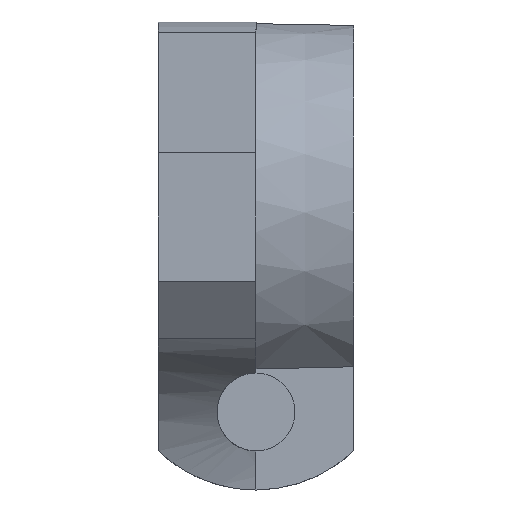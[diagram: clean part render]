
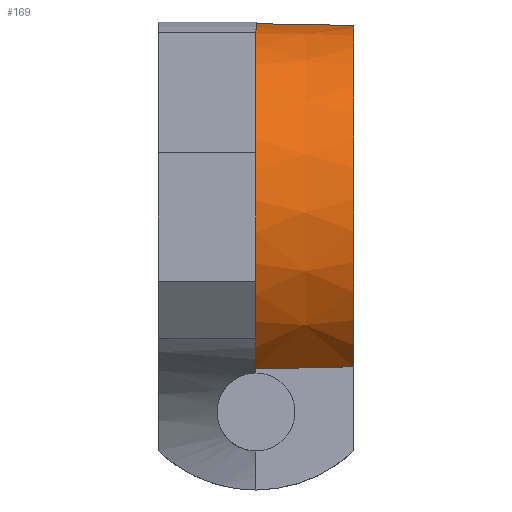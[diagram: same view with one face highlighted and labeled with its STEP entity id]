
A CAD part, left-side view. The second image highlights one B-rep face of the part: STEP entity #169.
In plain terms, the highlighted conical face has half-angle 1 degrees and reference radius 10 mm.
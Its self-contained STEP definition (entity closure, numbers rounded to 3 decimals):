
#50 = ORIENTED_EDGE ( 'NONE', *, *, #51, .T. ) ;
#51 = EDGE_CURVE ( 'NONE', #52, #53, #853, .T. ) ;
#52 = VERTEX_POINT ( 'NONE', #702 ) ;
#53 = VERTEX_POINT ( 'NONE', #701 ) ;
#54 = VERTEX_POINT ( 'NONE', #700 ) ;
#126 = ORIENTED_EDGE ( 'NONE', *, *, #127, .T. ) ;
#127 = EDGE_CURVE ( 'NONE', #54, #227, #768, .T. ) ;
#128 = ORIENTED_EDGE ( 'NONE', *, *, #129, .F. ) ;
#129 = EDGE_CURVE ( 'NONE', #52, #227, #762, .T. ) ;
#169 = ADVANCED_FACE ( 'NONE', ( #965 ), #964, .T. ) ;
#224 = EDGE_LOOP ( 'NONE', ( #50, #318, #126, #128 ) ) ;
#226 = EDGE_CURVE ( 'NONE', #53, #54, #1122, .T. ) ;
#227 = VERTEX_POINT ( 'NONE', #1179 ) ;
#318 = ORIENTED_EDGE ( 'NONE', *, *, #226, .T. ) ;
#700 = CARTESIAN_POINT ( 'NONE',  ( 0., -5., 9.913 ) ) ;
#701 = CARTESIAN_POINT ( 'NONE',  ( 0., -10., 9.825 ) ) ;
#702 = CARTESIAN_POINT ( 'NONE',  ( -6.127, -10., -7.681 ) ) ;
#756 = CARTESIAN_POINT ( 'NONE',  ( -6.127, -7.486, -7.737 ) ) ;
#757 = CARTESIAN_POINT ( 'NONE',  ( -6.127, -8.729, -7.709 ) ) ;
#758 = CARTESIAN_POINT ( 'NONE',  ( -6.127, -9.153, -7.7 ) ) ;
#759 = CARTESIAN_POINT ( 'NONE',  ( -6.127, -9.576, -7.69 ) ) ;
#760 = CARTESIAN_POINT ( 'NONE',  ( -6.127, -10., -7.681 ) ) ;
#762 = B_SPLINE_CURVE_WITH_KNOTS ( 'NONE', 3,
 ( #760, #759, #758, #757, #756, #874, #873 ),
 .UNSPECIFIED., .F., .F.,
 ( 4, 3, 4 ),
 ( 0.018, 0.019, 0.023 ),
 .UNSPECIFIED. ) ;
#764 = DIRECTION ( 'NONE',  ( 0., 0., 1. ) ) ;
#765 = DIRECTION ( 'NONE',  ( 0., -1., 0. ) ) ;
#766 = CARTESIAN_POINT ( 'NONE',  ( 0., -5., 0. ) ) ;
#767 = AXIS2_PLACEMENT_3D ( 'NONE', #766, #765, #764 ) ;
#768 = CIRCLE ( 'NONE', #767, 9.913 ) ;
#849 = DIRECTION ( 'NONE',  ( 0., 0., 1. ) ) ;
#850 = DIRECTION ( 'NONE',  ( 0., 1., 0. ) ) ;
#851 = CARTESIAN_POINT ( 'NONE',  ( 0., -10., 0. ) ) ;
#852 = AXIS2_PLACEMENT_3D ( 'NONE', #851, #850, #849 ) ;
#853 = CIRCLE ( 'NONE', #852, 9.825 ) ;
#873 = CARTESIAN_POINT ( 'NONE',  ( -6.127, -5., -7.792 ) ) ;
#874 = CARTESIAN_POINT ( 'NONE',  ( -6.127, -6.243, -7.764 ) ) ;
#959 = DIRECTION ( 'NONE',  ( 0., 0., 1. ) ) ;
#960 = DIRECTION ( 'NONE',  ( 0., 1., 0. ) ) ;
#961 = CARTESIAN_POINT ( 'NONE',  ( 0., 0., 0. ) ) ;
#962 = AXIS2_PLACEMENT_3D ( 'NONE', #961, #960, #959 ) ;
#964 = CONICAL_SURFACE ( 'NONE', #962, 10., 0.017 ) ;
#965 = FACE_OUTER_BOUND ( 'NONE', #224, .T. ) ;
#1121 = CARTESIAN_POINT ( 'NONE',  ( 0., 0., 10. ) ) ;
#1122 = LINE ( 'NONE', #1121, #1181 ) ;
#1179 = CARTESIAN_POINT ( 'NONE',  ( -6.127, -5., -7.792 ) ) ;
#1180 = DIRECTION ( 'NONE',  ( 0., 1., 0.017 ) ) ;
#1181 = VECTOR ( 'NONE', #1180, 1000. ) ;
